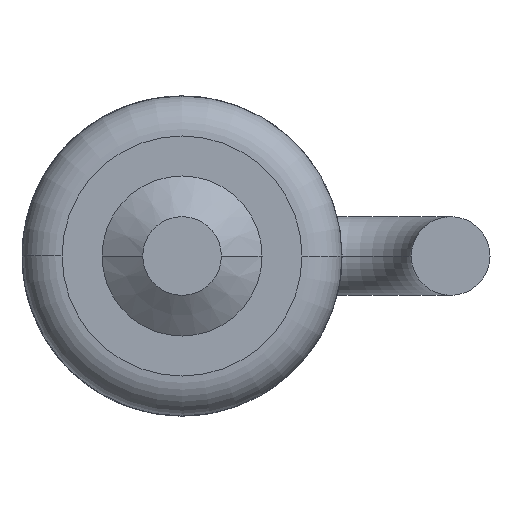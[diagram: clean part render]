
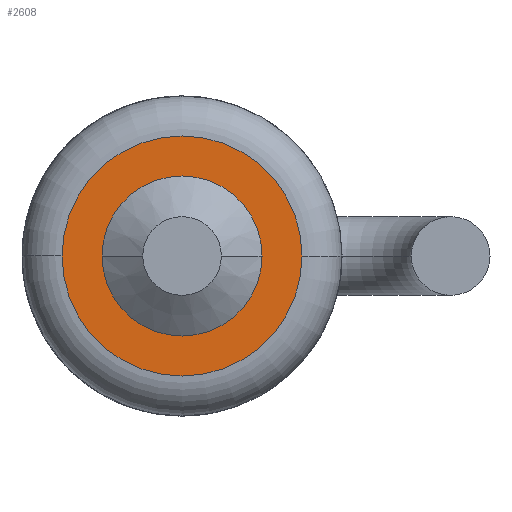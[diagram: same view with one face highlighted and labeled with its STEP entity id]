
A CAD part, front view. The second image highlights one B-rep face of the part: STEP entity #2608.
In plain terms, the highlighted planar face has unit normal (0, -1, 0).
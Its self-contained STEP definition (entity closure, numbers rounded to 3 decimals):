
#40 = VERTEX_POINT ( 'NONE', #3289 ) ;
#415 = PLANE ( 'NONE',  #826 ) ;
#628 = CIRCLE ( 'NONE', #1555, 0.568 ) ;
#789 = DIRECTION ( 'NONE',  ( 0., -1., 0. ) ) ;
#801 = EDGE_LOOP ( 'NONE', ( #1332, #2036 ) ) ;
#826 = AXIS2_PLACEMENT_3D ( 'NONE', #2423, #1772, #2093 ) ;
#1061 = CIRCLE ( 'NONE', #3526, 0.851 ) ;
#1065 = CARTESIAN_POINT ( 'NONE',  ( 0.568, 1.21, 0. ) ) ;
#1332 = ORIENTED_EDGE ( 'NONE', *, *, #1976, .T. ) ;
#1536 = DIRECTION ( 'NONE',  ( 1., 0., 0. ) ) ;
#1555 = AXIS2_PLACEMENT_3D ( 'NONE', #2154, #1836, #3183 ) ;
#1597 = CARTESIAN_POINT ( 'NONE',  ( 0.851, 1.21, 0. ) ) ;
#1613 = VERTEX_POINT ( 'NONE', #1597 ) ;
#1618 = CIRCLE ( 'NONE', #3810, 0.568 ) ;
#1730 = FACE_OUTER_BOUND ( 'NONE', #801, .T. ) ;
#1732 = CIRCLE ( 'NONE', #2292, 0.851 ) ;
#1770 = CARTESIAN_POINT ( 'NONE',  ( 0., 1.21, 0. ) ) ;
#1772 = DIRECTION ( 'NONE',  ( 0., 1., 0. ) ) ;
#1836 = DIRECTION ( 'NONE',  ( 0., -1., 0. ) ) ;
#1851 = EDGE_CURVE ( 'NONE', #3086, #1941, #1618, .T. ) ;
#1877 = DIRECTION ( 'NONE',  ( 1., 0., 0. ) ) ;
#1941 = VERTEX_POINT ( 'NONE', #2156 ) ;
#1976 = EDGE_CURVE ( 'NONE', #1613, #40, #1732, .T. ) ;
#2036 = ORIENTED_EDGE ( 'NONE', *, *, #2440, .T. ) ;
#2049 = ORIENTED_EDGE ( 'NONE', *, *, #3694, .F. ) ;
#2093 = DIRECTION ( 'NONE',  ( -1., 0., 0. ) ) ;
#2119 = DIRECTION ( 'NONE',  ( 1., 0., 0. ) ) ;
#2154 = CARTESIAN_POINT ( 'NONE',  ( 0., 1.21, 0. ) ) ;
#2156 = CARTESIAN_POINT ( 'NONE',  ( -0.568, 1.21, 0. ) ) ;
#2184 = DIRECTION ( 'NONE',  ( 0., -1., 0. ) ) ;
#2292 = AXIS2_PLACEMENT_3D ( 'NONE', #3253, #2184, #1877 ) ;
#2397 = ORIENTED_EDGE ( 'NONE', *, *, #1851, .F. ) ;
#2423 = CARTESIAN_POINT ( 'NONE',  ( -0.851, 1.21, 0. ) ) ;
#2440 = EDGE_CURVE ( 'NONE', #40, #1613, #1061, .T. ) ;
#2608 = ADVANCED_FACE ( 'NONE', ( #3839, #1730 ), #415, .F. ) ;
#3086 = VERTEX_POINT ( 'NONE', #1065 ) ;
#3183 = DIRECTION ( 'NONE',  ( 1., 0., 0. ) ) ;
#3253 = CARTESIAN_POINT ( 'NONE',  ( 0., 1.21, 0. ) ) ;
#3289 = CARTESIAN_POINT ( 'NONE',  ( -0.851, 1.21, 0. ) ) ;
#3526 = AXIS2_PLACEMENT_3D ( 'NONE', #3952, #4254, #1536 ) ;
#3617 = EDGE_LOOP ( 'NONE', ( #2397, #2049 ) ) ;
#3694 = EDGE_CURVE ( 'NONE', #1941, #3086, #628, .T. ) ;
#3810 = AXIS2_PLACEMENT_3D ( 'NONE', #1770, #789, #2119 ) ;
#3839 = FACE_BOUND ( 'NONE', #3617, .T. ) ;
#3952 = CARTESIAN_POINT ( 'NONE',  ( 0., 1.21, 0. ) ) ;
#4254 = DIRECTION ( 'NONE',  ( 0., -1., 0. ) ) ;
